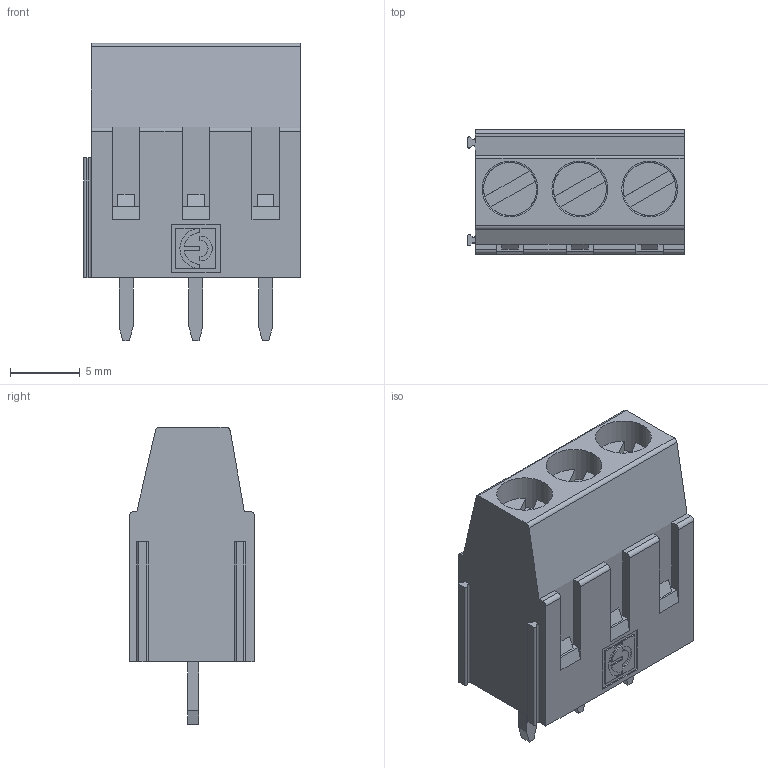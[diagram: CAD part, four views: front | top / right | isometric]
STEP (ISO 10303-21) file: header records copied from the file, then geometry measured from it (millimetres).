
FILE_DESCRIPTION(('STEP AP214'),'1');
FILE_NAME('MVE253-5-V.stp','2023-07-06T15:47:02',(' '),(' '),'Spatial InterOp 3D',' ',' ');
FILE_SCHEMA(('AUTOMOTIVE_DESIGN { 1 0 10303 214 1 1 1 1 }'));
Length unit declared in the file: metre
Products named in the file (1): 1688658317
Bounding box: 15.55 x 8.9 x 21.3 mm (x, y, z)
Volume: 1724.8 mm3; surface area: 1621.9 mm2
Topology: 1 solids, 1 shells, 199 faces, 532 edges, 353 vertices
Faces by surface type: plane 156, cylinder 39, cone 3, extrusion 1
Full cylindrical faces by diameter (mm): 2.6 x3, 2.85 x3, 3.8 x3, 4 x3
Entity records: 10184 total; most frequent: CARTESIAN_POINT 1085, ORIENTED_EDGE 1022, DIRECTION 996, STYLED_ITEM 705, PRESENTATION_STYLE_ASSIGNMENT 705, COLOUR_RGB 705, EDGE_CURVE 511, CURVE_STYLE 505
